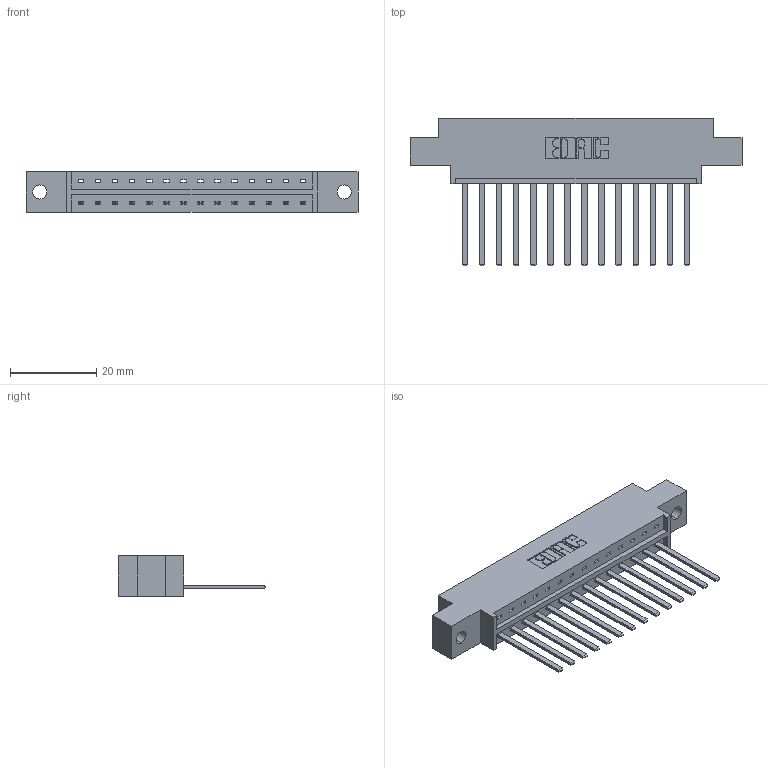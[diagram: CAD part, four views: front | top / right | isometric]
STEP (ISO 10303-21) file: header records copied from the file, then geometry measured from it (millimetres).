
FILE_DESCRIPTION (( 'STEP AP203' ), '1' );
FILE_NAME ('833-014-544-602.STEP', '2020-05-31T14:28:40', ( '' ), ( '' ), 'SwSTEP 2.0', 'SolidWorks 2020', '' );
FILE_SCHEMA (( 'CONFIG_CONTROL_DESIGN' ));
Length unit declared in the file: inch
Products named in the file (3): 833 Part_Offset - .128 Dia; 345-292-001_345-293-144; 833-014-544-602
Assembly tree (15 placements, depth 2):
  833-014-544-602
    833 Part_Offset - .128 Dia
    345-292-001_345-293-144  x14
Bounding box: 77.01 x 34.3 x 9.4 mm (x, y, z)
Volume: 7406.5 mm3; surface area: 8283.4 mm2
Topology: 15 solids, 15 shells, 846 faces, 2535 edges, 1670 vertices
Faces by surface type: plane 606, cylinder 240
Entity records: 12131 total; most frequent: CARTESIAN_POINT 2104, ORIENTED_EDGE 2054, DIRECTION 1827, EDGE_CURVE 1027, LINE 903, VECTOR 903, VERTEX_POINT 682, AXIS2_PLACEMENT_3D 462
